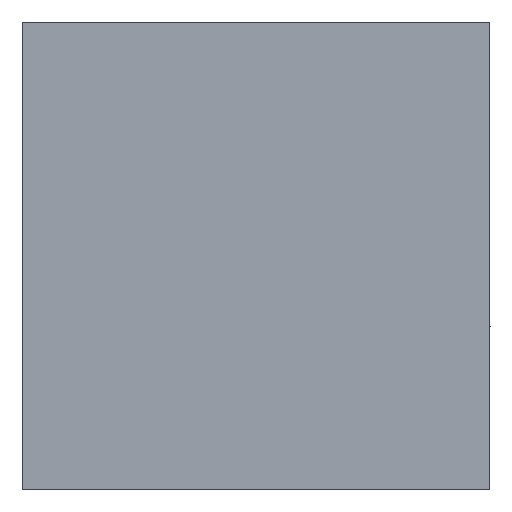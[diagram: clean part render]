
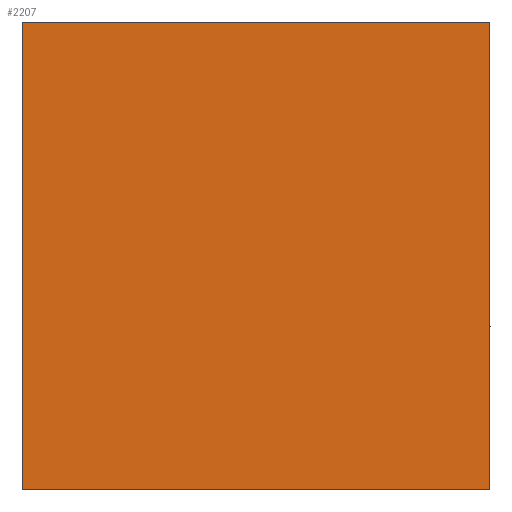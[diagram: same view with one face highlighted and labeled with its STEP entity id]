
A CAD part, top view. The second image highlights one B-rep face of the part: STEP entity #2207.
In plain terms, the highlighted planar face has unit normal (0, 0, 1).
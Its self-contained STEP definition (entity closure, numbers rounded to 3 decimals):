
#317 = VECTOR ( 'NONE', #3181, 1000. ) ;
#481 = VERTEX_POINT ( 'NONE', #1425 ) ;
#493 = VERTEX_POINT ( 'NONE', #2564 ) ;
#568 = CARTESIAN_POINT ( 'NONE',  ( -36.48, 51.01, 5.84 ) ) ;
#631 = VECTOR ( 'NONE', #1305, 1000. ) ;
#850 = FACE_OUTER_BOUND ( 'NONE', #1179, .T. ) ;
#851 = LINE ( 'NONE', #3450, #631 ) ;
#916 = DIRECTION ( 'NONE',  ( -1., 0., 0. ) ) ;
#951 = CARTESIAN_POINT ( 'NONE',  ( 0., 0., 5.84 ) ) ;
#962 = VECTOR ( 'NONE', #916, 1000. ) ;
#1179 = EDGE_LOOP ( 'NONE', ( #1945, #1497, #4188, #3340 ) ) ;
#1264 = CARTESIAN_POINT ( 'NONE',  ( 13.52, 1.01, 5.84 ) ) ;
#1305 = DIRECTION ( 'NONE',  ( 1., 0., 0. ) ) ;
#1308 = CARTESIAN_POINT ( 'NONE',  ( 13.52, 51.01, 5.84 ) ) ;
#1425 = CARTESIAN_POINT ( 'NONE',  ( -36.48, 51.01, 5.84 ) ) ;
#1497 = ORIENTED_EDGE ( 'NONE', *, *, #3708, .T. ) ;
#1728 = LINE ( 'NONE', #568, #317 ) ;
#1945 = ORIENTED_EDGE ( 'NONE', *, *, #2586, .T. ) ;
#2124 = EDGE_CURVE ( 'NONE', #3290, #3309, #2679, .T. ) ;
#2207 = ADVANCED_FACE ( 'NONE', ( #850 ), #2755, .T. ) ;
#2313 = DIRECTION ( 'NONE',  ( 1., 0., 0. ) ) ;
#2376 = DIRECTION ( 'NONE',  ( 0., 1., 0. ) ) ;
#2564 = CARTESIAN_POINT ( 'NONE',  ( -36.48, 1.01, 5.84 ) ) ;
#2586 = EDGE_CURVE ( 'NONE', #481, #493, #1728, .T. ) ;
#2679 = LINE ( 'NONE', #3069, #3130 ) ;
#2755 = PLANE ( 'NONE',  #3585 ) ;
#2792 = LINE ( 'NONE', #2814, #962 ) ;
#2814 = CARTESIAN_POINT ( 'NONE',  ( 13.52, 51.01, 5.84 ) ) ;
#2873 = EDGE_CURVE ( 'NONE', #3309, #481, #2792, .T. ) ;
#3069 = CARTESIAN_POINT ( 'NONE',  ( 13.52, 1.01, 5.84 ) ) ;
#3130 = VECTOR ( 'NONE', #2376, 1000. ) ;
#3139 = DIRECTION ( 'NONE',  ( 0., 0., 1. ) ) ;
#3181 = DIRECTION ( 'NONE',  ( 0., -1., 0. ) ) ;
#3290 = VERTEX_POINT ( 'NONE', #1264 ) ;
#3309 = VERTEX_POINT ( 'NONE', #1308 ) ;
#3340 = ORIENTED_EDGE ( 'NONE', *, *, #2873, .T. ) ;
#3450 = CARTESIAN_POINT ( 'NONE',  ( -36.48, 1.01, 5.84 ) ) ;
#3585 = AXIS2_PLACEMENT_3D ( 'NONE', #951, #3139, #2313 ) ;
#3708 = EDGE_CURVE ( 'NONE', #493, #3290, #851, .T. ) ;
#4188 = ORIENTED_EDGE ( 'NONE', *, *, #2124, .T. ) ;
